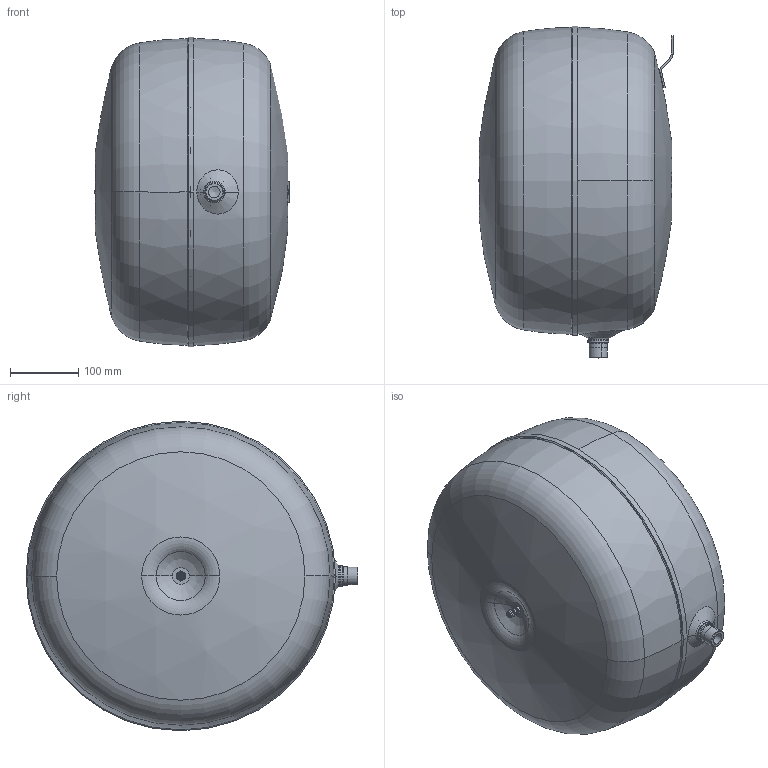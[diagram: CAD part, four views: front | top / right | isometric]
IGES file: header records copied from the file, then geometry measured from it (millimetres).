
Global section: file name: No Iges File Name specified; native system: Autodesk Inventor 2009; preprocessor: AutoDesk Inventor Iges Exporter R2009; author: CADJOBServer; date: 20100202.102208; units: millimetre
Bounding box: 285.4 x 488.2 x 455.2 mm (x, y, z)
Volume: 1205223.7 mm3; surface area: 1184828 mm2
Topology: 2 solids, 6 shells, 256 faces, 623 edges, 401 vertices
Faces by surface type: revolution 63, plane 47, cone 44, bspline 40, cylinder 33, torus 26, sphere 3
